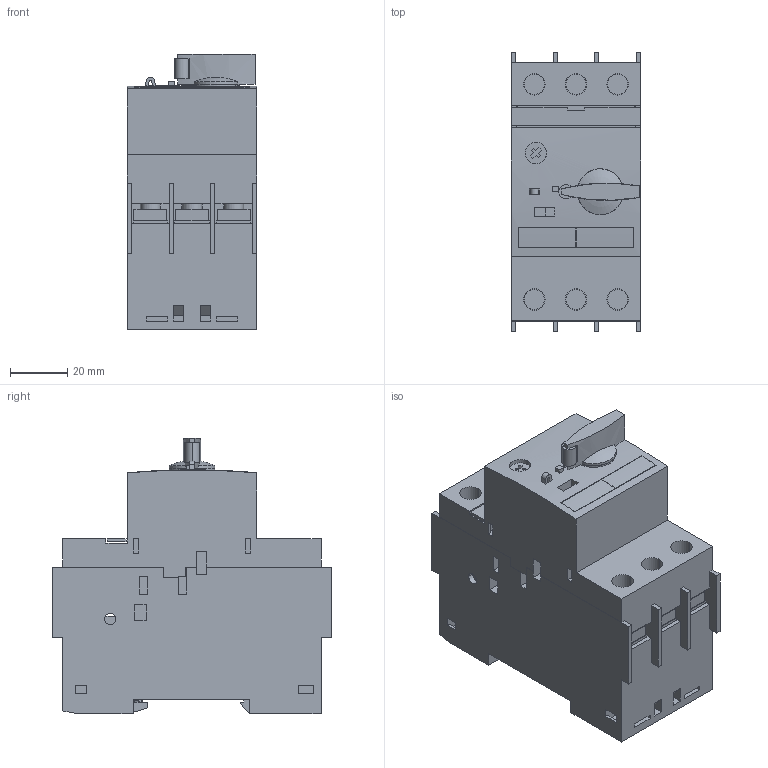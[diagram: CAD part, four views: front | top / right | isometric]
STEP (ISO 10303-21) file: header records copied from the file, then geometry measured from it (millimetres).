
FILE_DESCRIPTION (( 'STEP AP214' ), '1' );
FILE_NAME ('OMRON-J7MN_25_E16.step', '2010-05-17T11:07:20', ( 'sysAdmin' ), ( 'SolidWorks' ), 'SwSTEP 2.0', 'SolidWorks 2010', '' );
FILE_SCHEMA (( 'AUTOMOTIVE_DESIGN' ));
Length unit declared in the file: millimetre
Products named in the file (6): OMRON-J7MN_25_E16_J7MN_25_E16_SWITCH; OMRON-J7MN_25_E16_J7MN_25_E16_COVER; OMRON-J7MN_25_E16_J7MN_25_E16_LOCK; OMRON-J7MN_25_E16; OMRON-J7MN_25_E16_J7MN_25_E16_BASE
Assembly tree (5 placements, depth 3):
  OMRON-J7MN_25_E16
    OMRON-J7MN_25_E16_J7MN_25_E16_SWITCH
      OMRON-J7MN_25_E16_J7MN_25_E16_SWITCH
      OMRON-J7MN_25_E16_J7MN_25_E16_LOCK
    OMRON-J7MN_25_E16_J7MN_25_E16_BASE
    OMRON-J7MN_25_E16_J7MN_25_E16_COVER
Bounding box: 45 x 97 x 96 mm (x, y, z)
Volume: 270214.9 mm3; surface area: 45968.6 mm2
Topology: 4 solids, 4 shells, 484 faces, 1270 edges, 836 vertices
Faces by surface type: plane 412, cylinder 61, torus 11
Entity records: 17447 total; most frequent: CARTESIAN_POINT 2799, ORIENTED_EDGE 2540, DIRECTION 2392, EDGE_CURVE 1270, VECTOR 1106, LINE 1106, VERTEX_POINT 836, AXIS2_PLACEMENT_3D 643
